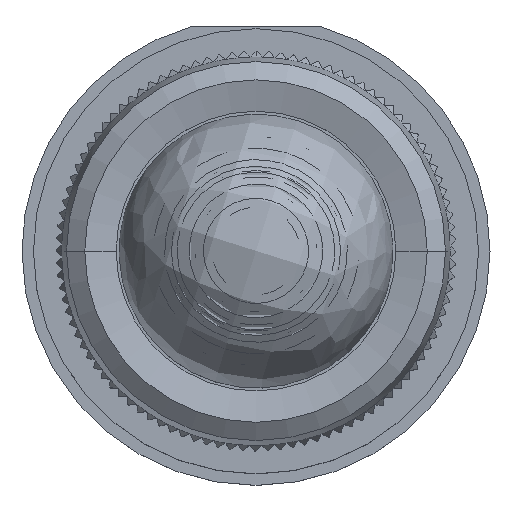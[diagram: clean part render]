
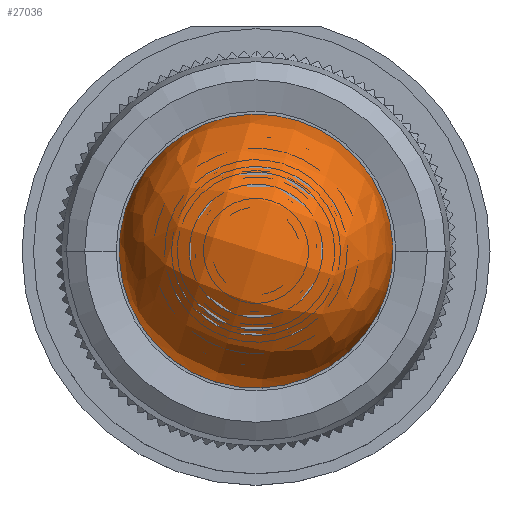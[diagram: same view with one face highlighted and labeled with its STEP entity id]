
A CAD part, top view. The second image highlights one B-rep face of the part: STEP entity #27036.
In plain terms, the highlighted free-form (B-spline) face has degree [3, 3] with [4, 7] control points.
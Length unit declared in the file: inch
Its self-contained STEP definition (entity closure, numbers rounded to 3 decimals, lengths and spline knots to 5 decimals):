
#955 = CIRCLE ( 'NONE', #67834, 0.47244 ) ;
#1644 = ORIENTED_EDGE ( 'NONE', *, *, #37880, .T. ) ;
#1672 = CARTESIAN_POINT ( 'NONE',  ( -0.50627, 0.11542, 2.11024 ) ) ;
#1884 = CARTESIAN_POINT ( 'NONE',  ( -0.78996, -0.78587, 2.11024 ) ) ;
#2782 = CARTESIAN_POINT ( 'NONE',  ( 0.11133, -1.06955, 2.66374 ) ) ;
#3012 = CARTESIAN_POINT ( 'NONE',  ( 0.6787, 0.73303, 2.11024 ) ) ;
#3232 = CARTESIAN_POINT ( 'NONE',  ( -0.50627, 0.11542, 3.05512 ) ) ;
#7855 = CARTESIAN_POINT ( 'NONE',  ( 0.39502, -0.16826, 2.11024 ) ) ;
#8083 = CARTESIAN_POINT ( 'NONE',  ( -0.22259, 1.01671, 2.66374 ) ) ;
#8312 = CARTESIAN_POINT ( 'NONE',  ( 0.39502, -0.16826, 2.11024 ) ) ;
#9030 = DIRECTION ( 'NONE',  ( 0.3, 0.954, 0. ) ) ;
#9094 = CIRCLE ( 'NONE', #42416, 0.47244 ) ;
#9724 = CARTESIAN_POINT ( 'NONE',  ( 0.39502, -0.16826, 2.11024 ) ) ;
#10525 = DIRECTION ( 'NONE',  ( 0., 0., 1. ) ) ;
#12947 = CARTESIAN_POINT ( 'NONE',  ( 0.6787, 0.73303, 2.66374 ) ) ;
#13163 = CIRCLE ( 'NONE', #37929, 0.47244 ) ;
#15469 = DIRECTION ( 'NONE',  ( 0., 0., 1. ) ) ;
#15976 = EDGE_LOOP ( 'NONE', ( #54778, #57005, #1644, #26424 ) ) ;
#17236 = EDGE_CURVE ( 'NONE', #55231, #40259, #9094, .T. ) ;
#17633 = CARTESIAN_POINT ( 'NONE',  ( -0.50627, 0.11542, 2.11024 ) ) ;
#17978 = CIRCLE ( 'NONE', #18447, 0.47244 ) ;
#17992 = CARTESIAN_POINT ( 'NONE',  ( -0.50627, 0.11542, 2.11024 ) ) ;
#18447 = AXIS2_PLACEMENT_3D ( 'NONE', #47688, #10525, #47462 ) ;
#18893 = CARTESIAN_POINT ( 'NONE',  ( -0.3401, 0.64338, 3.05512 ) ) ;
#19156 = DIRECTION ( 'NONE',  ( 0., 0., 1. ) ) ;
#23100 = CARTESIAN_POINT ( 'NONE',  ( -0.50627, 0.11542, 2.11024 ) ) ;
#26424 = ORIENTED_EDGE ( 'NONE', *, *, #55960, .T. ) ;
#27036 = ADVANCED_FACE ( 'NONE', ( #56905 ), #39539, .T. ) ;
#29151 = VERTEX_POINT ( 'NONE', #50658 ) ;
#29225 = CARTESIAN_POINT ( 'NONE',  ( -0.05563, -0.02642, 2.11024 ) ) ;
#29678 = CARTESIAN_POINT ( 'NONE',  ( 0.39502, -0.16826, 2.11024 ) ) ;
#31123 = DIRECTION ( 'NONE',  ( -0.954, 0.3, 0. ) ) ;
#33383 = CARTESIAN_POINT ( 'NONE',  ( -0.50627, 0.11542, 2.11024 ) ) ;
#34047 = CARTESIAN_POINT ( 'NONE',  ( 0.39502, -0.16826, 2.11024 ) ) ;
#34276 = CARTESIAN_POINT ( 'NONE',  ( -0.22259, 1.01671, 2.11024 ) ) ;
#35453 = CARTESIAN_POINT ( 'NONE',  ( -0.05563, -0.02642, 2.11024 ) ) ;
#37880 = EDGE_CURVE ( 'NONE', #67917, #29151, #955, .T. ) ;
#37929 = AXIS2_PLACEMENT_3D ( 'NONE', #35453, #19156, #9030 ) ;
#39539 =( BOUNDED_SURFACE ( )  B_SPLINE_SURFACE ( 3, 3, ( 
 ( #48760, #1672, #23100, #64367, #33383, #49447, #17992 ),
 ( #1884, #59783, #65278, #3232, #18893, #8083, #34276 ),
 ( #50533, #2782, #39558, #65495, #39775, #12947, #3012 ),
 ( #9724, #7855, #55581, #29678, #8312, #45059, #34047 ) ),
 .UNSPECIFIED., .F., .F., .F. ) 
 B_SPLINE_SURFACE_WITH_KNOTS ( ( 4, 4 ),
 ( 4, 3, 4 ),
 ( 0., 1. ),
 ( 0., 0.5, 1. ),
 .UNSPECIFIED. ) 
 GEOMETRIC_REPRESENTATION_ITEM ( )  RATIONAL_B_SPLINE_SURFACE ( (
 ( 1., 0.805, 0.805, 1., 0.805, 0.805, 1.),
 ( 0.333, 0.268, 0.268, 0.333, 0.268, 0.268, 0.333),
 ( 0.333, 0.268, 0.268, 0.333, 0.268, 0.268, 0.333),
 ( 1., 0.805, 0.805, 1., 0.805, 0.805, 1.) ) ) 
 REPRESENTATION_ITEM ( '' )  SURFACE ( )  );
#39558 = CARTESIAN_POINT ( 'NONE',  ( 0.22884, -0.69623, 3.05512 ) ) ;
#39775 = CARTESIAN_POINT ( 'NONE',  ( 0.5612, 0.3597, 3.05512 ) ) ;
#40259 = VERTEX_POINT ( 'NONE', #50165 ) ;
#41672 = EDGE_CURVE ( 'NONE', #40259, #67917, #17978, .T. ) ;
#42416 = AXIS2_PLACEMENT_3D ( 'NONE', #29225, #44828, #50746 ) ;
#44828 = DIRECTION ( 'NONE',  ( 0., 0., 1. ) ) ;
#45059 = CARTESIAN_POINT ( 'NONE',  ( 0.39502, -0.16826, 2.11024 ) ) ;
#46504 = CARTESIAN_POINT ( 'NONE',  ( -0.05563, -0.02642, 2.11024 ) ) ;
#47244 = CARTESIAN_POINT ( 'NONE',  ( 0.39502, -0.16826, 2.11024 ) ) ;
#47462 = DIRECTION ( 'NONE',  ( 0.3, 0.954, 0. ) ) ;
#47688 = CARTESIAN_POINT ( 'NONE',  ( -0.05563, -0.02642, 2.11024 ) ) ;
#48760 = CARTESIAN_POINT ( 'NONE',  ( -0.50627, 0.11542, 2.11024 ) ) ;
#49447 = CARTESIAN_POINT ( 'NONE',  ( -0.50627, 0.11542, 2.11024 ) ) ;
#50165 = CARTESIAN_POINT ( 'NONE',  ( -0.19747, -0.47707, 2.11024 ) ) ;
#50533 = CARTESIAN_POINT ( 'NONE',  ( 0.11133, -1.06955, 2.11024 ) ) ;
#50658 = CARTESIAN_POINT ( 'NONE',  ( 0.08621, 0.42422, 2.11024 ) ) ;
#50746 = DIRECTION ( 'NONE',  ( 0.3, 0.954, 0. ) ) ;
#54778 = ORIENTED_EDGE ( 'NONE', *, *, #17236, .T. ) ;
#55231 = VERTEX_POINT ( 'NONE', #17633 ) ;
#55581 = CARTESIAN_POINT ( 'NONE',  ( 0.39502, -0.16826, 2.11024 ) ) ;
#55960 = EDGE_CURVE ( 'NONE', #29151, #55231, #13163, .T. ) ;
#56905 = FACE_OUTER_BOUND ( 'NONE', #15976, .T. ) ;
#57005 = ORIENTED_EDGE ( 'NONE', *, *, #41672, .T. ) ;
#59783 = CARTESIAN_POINT ( 'NONE',  ( -0.78996, -0.78587, 2.66374 ) ) ;
#64367 = CARTESIAN_POINT ( 'NONE',  ( -0.50627, 0.11542, 2.11024 ) ) ;
#65278 = CARTESIAN_POINT ( 'NONE',  ( -0.67245, -0.41254, 3.05512 ) ) ;
#65495 = CARTESIAN_POINT ( 'NONE',  ( 0.39502, -0.16826, 3.05512 ) ) ;
#67834 = AXIS2_PLACEMENT_3D ( 'NONE', #46504, #15469, #31123 ) ;
#67917 = VERTEX_POINT ( 'NONE', #47244 ) ;
